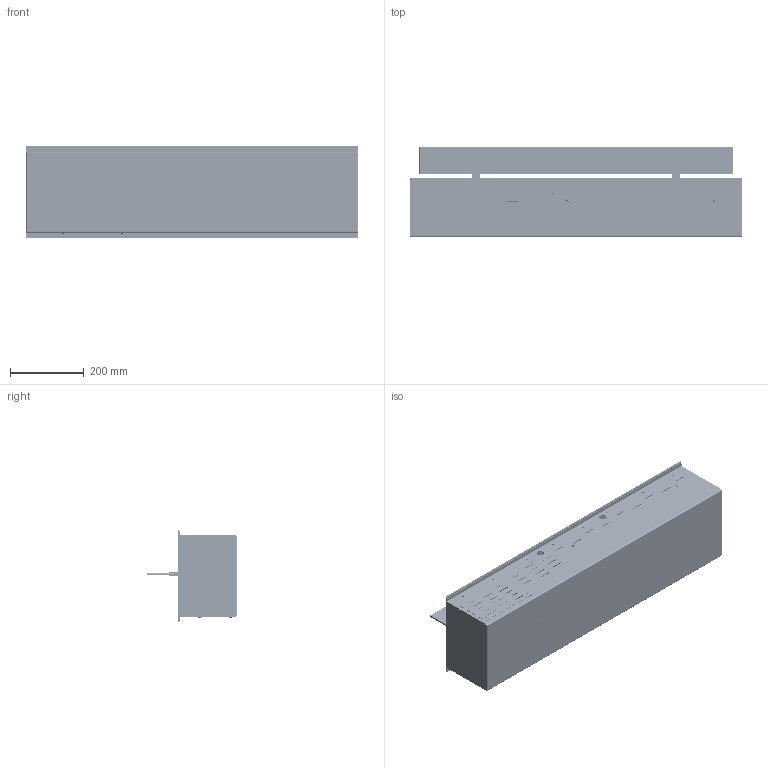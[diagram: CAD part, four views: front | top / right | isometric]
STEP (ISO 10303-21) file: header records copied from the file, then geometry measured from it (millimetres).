
FILE_DESCRIPTION (( 'STEP AP203' ), '1' );
FILE_NAME ('PJ00182-C-01.STEP', '2019-02-28T15:59:22', ( '' ), ( '' ), 'SwSTEP 2.0', 'SolidWorks 2019', '' );
FILE_SCHEMA (( 'CONFIG_CONTROL_DESIGN' ));
Length unit declared in the file: millimetre
Products named in the file (1): PJ00182-C-01
Bounding box: 900 x 245 x 250 mm (x, y, z)
Volume: 2476996.4 mm3; surface area: 2571115.9 mm2
Topology: 146 solids, 146 shells, 5753 faces, 15392 edges, 9934 vertices
Faces by surface type: plane 3493, cylinder 1962, cone 111, bspline 99, torus 56, sphere 32
Full cylindrical faces by diameter (mm): 0.457 x3, 0.5 x2, 1 x3, 1.3 x12, 1.48 x12, 1.6 x6, 2 x3, 2.43 x3, 2.5 x2, 3 x8, 3.1 x1, 3.2 x1, 3.242 x2, 3.3 x21, 3.5 x15, 3.7 x4, 3.85 x4, 4 x70, 4.2 x21, 4.3 x23, 4.5 x11, 4.72 x4, 5 x62, 5.3 x15, 5.5 x3, 6 x8, 6.1 x4, 6.25 x2, 6.4 x6, 6.5 x17
Entity records: 180805 total; most frequent: CARTESIAN_POINT 37418, ORIENTED_EDGE 29286, DIRECTION 29096, EDGE_CURVE 14643, VECTOR 10174, LINE 10174, VERTEX_POINT 9721, AXIS2_PLACEMENT_3D 9461
